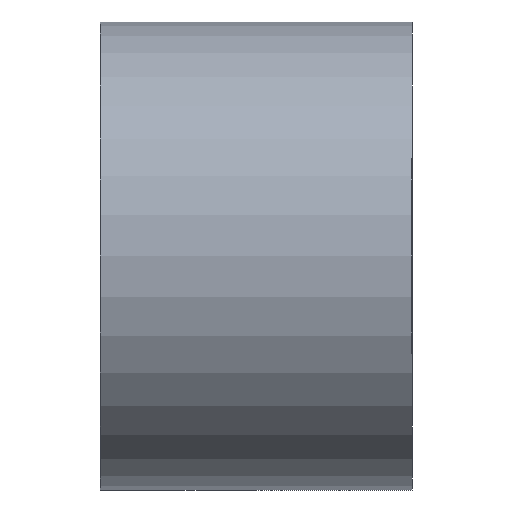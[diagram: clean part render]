
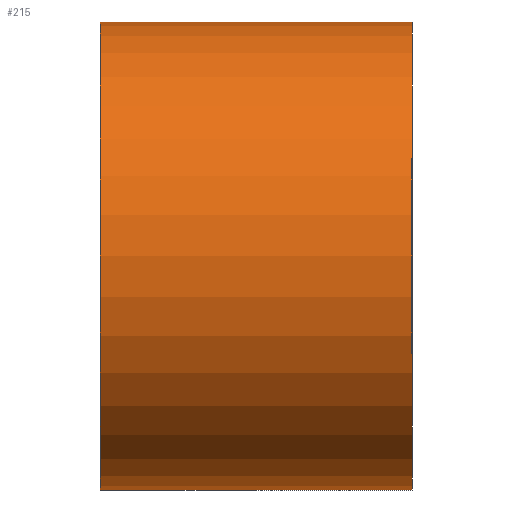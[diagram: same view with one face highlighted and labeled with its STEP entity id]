
A CAD part, left-side view. The second image highlights one B-rep face of the part: STEP entity #215.
In plain terms, the highlighted cylindrical face has radius 6 mm (diameter 12 mm), a partial arc.
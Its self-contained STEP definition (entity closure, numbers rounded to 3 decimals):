
#8 = DIRECTION ( 'NONE',  ( 0., -1., 0. ) ) ;
#10 = ORIENTED_EDGE ( 'NONE', *, *, #92, .T. ) ;
#15 = CARTESIAN_POINT ( 'NONE',  ( 0., 0., -6. ) ) ;
#17 = CARTESIAN_POINT ( 'NONE',  ( 0., 8., 0. ) ) ;
#30 = DIRECTION ( 'NONE',  ( 0., 0., 1. ) ) ;
#35 = LINE ( 'NONE', #145, #234 ) ;
#38 = VECTOR ( 'NONE', #8, 1000. ) ;
#48 = FACE_OUTER_BOUND ( 'NONE', #199, .T. ) ;
#49 = DIRECTION ( 'NONE',  ( 0., 1., 0. ) ) ;
#57 = DIRECTION ( 'NONE',  ( 0., -1., 0. ) ) ;
#67 = AXIS2_PLACEMENT_3D ( 'NONE', #217, #239, #30 ) ;
#74 = VERTEX_POINT ( 'NONE', #225 ) ;
#80 = EDGE_CURVE ( 'NONE', #74, #99, #136, .T. ) ;
#88 = ORIENTED_EDGE ( 'NONE', *, *, #112, .T. ) ;
#91 = ORIENTED_EDGE ( 'NONE', *, *, #80, .F. ) ;
#92 = EDGE_CURVE ( 'NONE', #74, #113, #35, .T. ) ;
#97 = EDGE_CURVE ( 'NONE', #99, #196, #132, .T. ) ;
#99 = VERTEX_POINT ( 'NONE', #118 ) ;
#112 = EDGE_CURVE ( 'NONE', #113, #196, #238, .T. ) ;
#113 = VERTEX_POINT ( 'NONE', #15 ) ;
#118 = CARTESIAN_POINT ( 'NONE',  ( 0., 8., 6. ) ) ;
#121 = CARTESIAN_POINT ( 'NONE',  ( 0., 8., 6. ) ) ;
#124 = CARTESIAN_POINT ( 'NONE',  ( 0., 0., 6. ) ) ;
#132 = LINE ( 'NONE', #121, #38 ) ;
#134 = AXIS2_PLACEMENT_3D ( 'NONE', #17, #49, #228 ) ;
#136 = CIRCLE ( 'NONE', #134, 6. ) ;
#145 = CARTESIAN_POINT ( 'NONE',  ( 0., 8., -6. ) ) ;
#163 = CYLINDRICAL_SURFACE ( 'NONE', #232, 6. ) ;
#168 = ORIENTED_EDGE ( 'NONE', *, *, #97, .F. ) ;
#183 = DIRECTION ( 'NONE',  ( 0., -1., 0. ) ) ;
#196 = VERTEX_POINT ( 'NONE', #124 ) ;
#199 = EDGE_LOOP ( 'NONE', ( #168, #91, #10, #88 ) ) ;
#203 = DIRECTION ( 'NONE',  ( 0., 0., -1. ) ) ;
#215 = ADVANCED_FACE ( 'NONE', ( #48 ), #163, .T. ) ;
#217 = CARTESIAN_POINT ( 'NONE',  ( 0., 0., 0. ) ) ;
#218 = CARTESIAN_POINT ( 'NONE',  ( 0., 8., 0. ) ) ;
#225 = CARTESIAN_POINT ( 'NONE',  ( 0., 8., -6. ) ) ;
#228 = DIRECTION ( 'NONE',  ( 0., 0., 1. ) ) ;
#232 = AXIS2_PLACEMENT_3D ( 'NONE', #218, #183, #203 ) ;
#234 = VECTOR ( 'NONE', #57, 1000. ) ;
#238 = CIRCLE ( 'NONE', #67, 6. ) ;
#239 = DIRECTION ( 'NONE',  ( 0., 1., 0. ) ) ;
